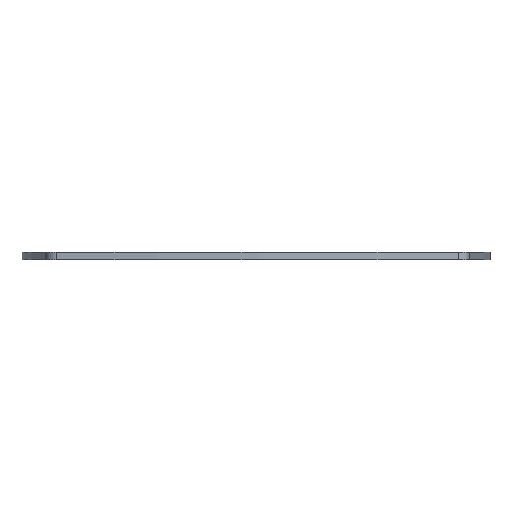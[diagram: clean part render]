
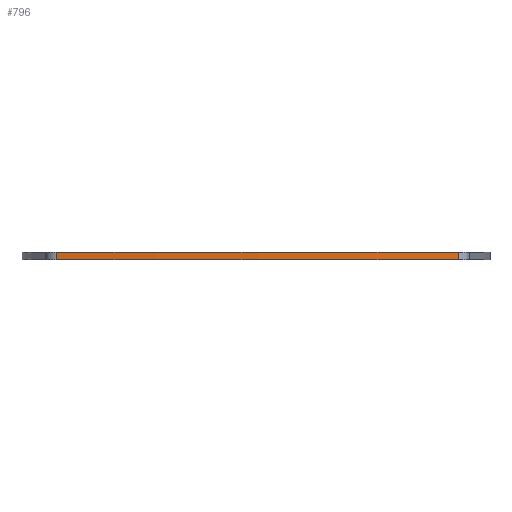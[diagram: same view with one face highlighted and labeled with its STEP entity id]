
A CAD part, front view. The second image highlights one B-rep face of the part: STEP entity #796.
In plain terms, the highlighted cylindrical face has radius 229.8 mm (diameter 459.6 mm), a partial arc.
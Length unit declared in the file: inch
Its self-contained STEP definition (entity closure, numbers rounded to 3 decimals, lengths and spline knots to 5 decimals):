
#21 = CARTESIAN_POINT ( 'NONE',  ( -0.25036, 7.30361, 0. ) ) ;
#70 = CARTESIAN_POINT ( 'NONE',  ( -1.48387, -1.65915, 0. ) ) ;
#71 = DIRECTION ( 'NONE',  ( 0., 0., -1. ) ) ;
#109 = CARTESIAN_POINT ( 'NONE',  ( -0.25036, 7.30361, 0.05512 ) ) ;
#110 = DIRECTION ( 'NONE',  ( 1., 0., 0. ) ) ;
#111 = CARTESIAN_POINT ( 'NONE',  ( -1.48387, -1.65915, 0.05512 ) ) ;
#135 = EDGE_CURVE ( 'NONE', #772, #271, #441, .T. ) ;
#159 = EDGE_CURVE ( 'NONE', #772, #623, #791, .T. ) ;
#218 = DIRECTION ( 'NONE',  ( 1., 0., 0. ) ) ;
#261 = AXIS2_PLACEMENT_3D ( 'NONE', #109, #478, #773 ) ;
#267 = AXIS2_PLACEMENT_3D ( 'NONE', #21, #708, #110 ) ;
#271 = VERTEX_POINT ( 'NONE', #544 ) ;
#301 = EDGE_CURVE ( 'NONE', #271, #971, #748, .T. ) ;
#335 = EDGE_CURVE ( 'NONE', #623, #971, #576, .T. ) ;
#409 = DIRECTION ( 'NONE',  ( 0., 0., -1. ) ) ;
#437 = DIRECTION ( 'NONE',  ( 0., 0., 1. ) ) ;
#441 = CIRCLE ( 'NONE', #606, 9.04724 ) ;
#473 = VECTOR ( 'NONE', #409, 39.37008 ) ;
#478 = DIRECTION ( 'NONE',  ( 0., 0., -1. ) ) ;
#544 = CARTESIAN_POINT ( 'NONE',  ( 1.50644, -1.57143, 0.05512 ) ) ;
#546 = CARTESIAN_POINT ( 'NONE',  ( -1.48387, -1.65915, 0.05512 ) ) ;
#570 = FACE_OUTER_BOUND ( 'NONE', #644, .T. ) ;
#576 = CIRCLE ( 'NONE', #267, 9.04724 ) ;
#603 = CARTESIAN_POINT ( 'NONE',  ( -0.25036, 7.30361, 0.05512 ) ) ;
#606 = AXIS2_PLACEMENT_3D ( 'NONE', #603, #437, #218 ) ;
#623 = VERTEX_POINT ( 'NONE', #70 ) ;
#644 = EDGE_LOOP ( 'NONE', ( #931, #770, #926, #735 ) ) ;
#650 = CARTESIAN_POINT ( 'NONE',  ( 1.50644, -1.57143, 0. ) ) ;
#692 = CYLINDRICAL_SURFACE ( 'NONE', #261, 9.04724 ) ;
#708 = DIRECTION ( 'NONE',  ( 0., 0., 1. ) ) ;
#735 = ORIENTED_EDGE ( 'NONE', *, *, #159, .T. ) ;
#748 = LINE ( 'NONE', #760, #778 ) ;
#760 = CARTESIAN_POINT ( 'NONE',  ( 1.50644, -1.57143, 0.05512 ) ) ;
#770 = ORIENTED_EDGE ( 'NONE', *, *, #301, .F. ) ;
#772 = VERTEX_POINT ( 'NONE', #546 ) ;
#773 = DIRECTION ( 'NONE',  ( -1., 0., 0. ) ) ;
#778 = VECTOR ( 'NONE', #71, 39.37008 ) ;
#791 = LINE ( 'NONE', #111, #473 ) ;
#796 = ADVANCED_FACE ( 'NONE', ( #570 ), #692, .T. ) ;
#926 = ORIENTED_EDGE ( 'NONE', *, *, #135, .F. ) ;
#931 = ORIENTED_EDGE ( 'NONE', *, *, #335, .T. ) ;
#971 = VERTEX_POINT ( 'NONE', #650 ) ;
